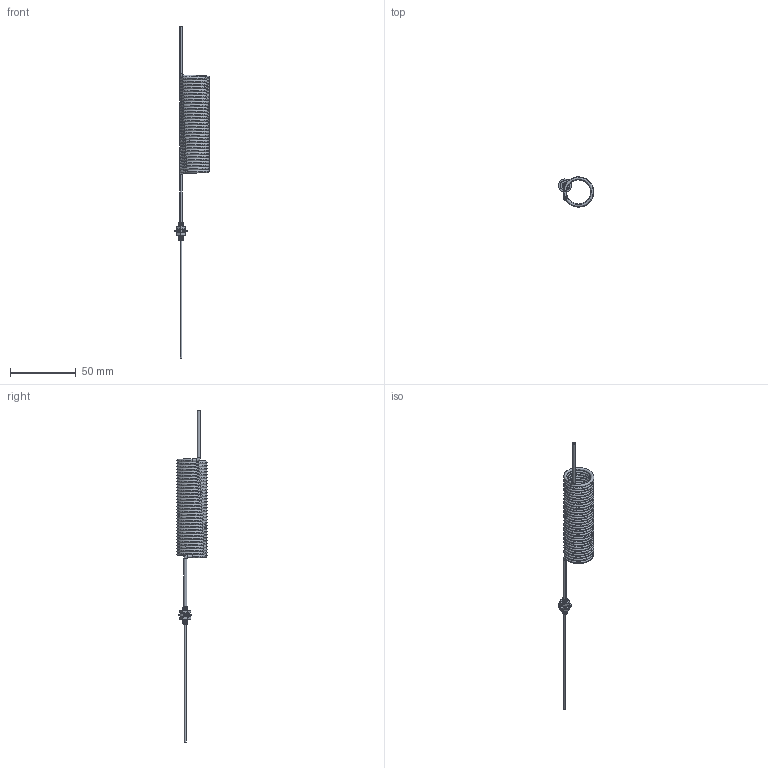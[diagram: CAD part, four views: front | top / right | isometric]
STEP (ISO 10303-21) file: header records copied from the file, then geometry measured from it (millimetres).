
FILE_DESCRIPTION((''),'2;1');
FILE_NAME('166383_ASM','2016-02-03T',('pdmadmin'),(''),'PRO/ENGINEER BY PARAMETRIC TECHNOLOGY CORPORATION, 2013230','PRO/ENGINEER BY PARAMETRIC TECHNOLOGY CORPORATION, 2013230','');
FILE_SCHEMA(('CONFIG_CONTROL_DESIGN'));
Length unit declared in the file: inch
Products named in the file (7): 13959; 08394_M4_ITLW_NI; 08397_M4_X_0_7_HEX_JAM_NUT_NI; 10151_ASSEMBLY; FIBER_CORE_1MM; 13970; 166383_ASM
Assembly tree (7 placements, depth 2):
  166383_ASM
    13959
    08394_M4_ITLW_NI
    08397_M4_X_0_7_HEX_JAM_NUT_NI  x2
    10151_ASSEMBLY
    FIBER_CORE_1MM
    13970
Bounding box: 26.76 x 22.86 x 252.32 mm (x, y, z)
Volume: 6953.8 mm3; surface area: 23520.7 mm2
Topology: 7 solids, 7 shells, 309 faces, 746 edges, 450 vertices
Faces by surface type: cylinder 131, cone 76, bspline 48, plane 46, torus 8
Entity records: 28132 total; most frequent: CARTESIAN_POINT 22153, ORIENTED_EDGE 1284, DIRECTION 1128, EDGE_CURVE 642, AXIS2_PLACEMENT_3D 451, VERTEX_POINT 394, EDGE_LOOP 268, FACE_OUTER_BOUND 259
